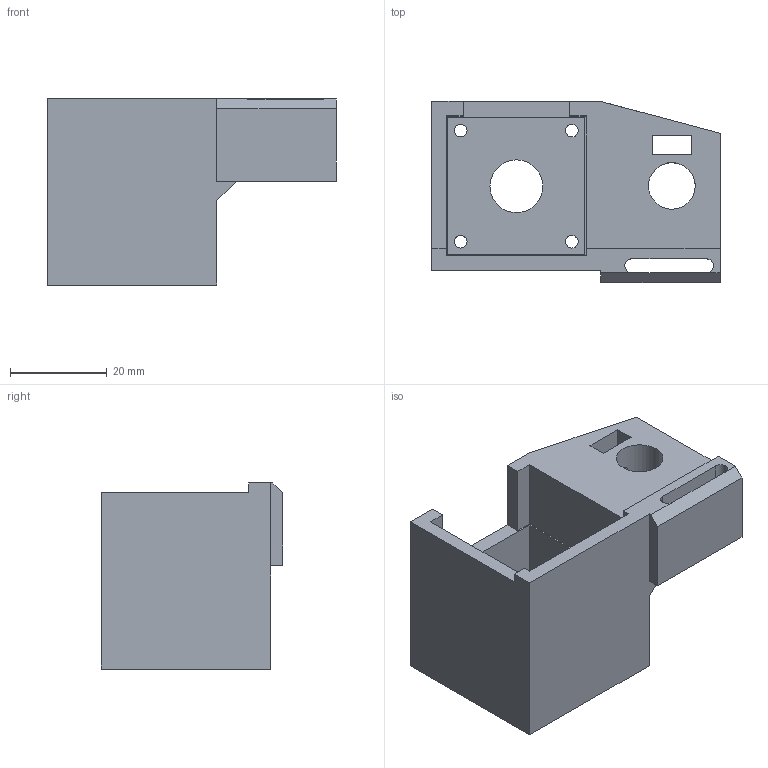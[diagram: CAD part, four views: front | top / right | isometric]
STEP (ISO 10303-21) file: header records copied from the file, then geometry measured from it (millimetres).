
FILE_DESCRIPTION(/* description */ (''),/* implementation_level */ '2;1');
FILE_NAME(/* name */ '30_cellSTORM_UC2_motorized_micrometer_motormount.ipt.step',/* time_stamp */ '2022-11-29T08:14:24+01:00',/* author */ ('diederichbenedict'),/* organization */ (''),/* preprocessor_version */ 'ST-DEVELOPER v18.1',/* originating_system */ 'Autodesk Inventor 2022',/* authorisation */ '');
FILE_SCHEMA (('AUTOMOTIVE_DESIGN { 1 0 10303 214 3 1 1 }'));
Length unit declared in the file: millimetre
Products named in the file (1): cellSTORM_UC2_motorized_micrometer_motormount
Bounding box: 59.7 x 37.48 x 38.5 mm (x, y, z)
Volume: 25341.8 mm3; surface area: 14720.6 mm2
Topology: 1 solids, 1 shells, 50 faces, 142 edges, 95 vertices
Faces by surface type: plane 38, cylinder 12
Full cylindrical faces by diameter (mm): 2.6 x4, 2.9 x3, 9.65 x1, 10.927 x1
Entity records: 1759 total; most frequent: CARTESIAN_POINT 356, ORIENTED_EDGE 284, DIRECTION 264, EDGE_CURVE 142, LINE 114, VECTOR 114, VERTEX_POINT 95, AXIS2_PLACEMENT_3D 75
